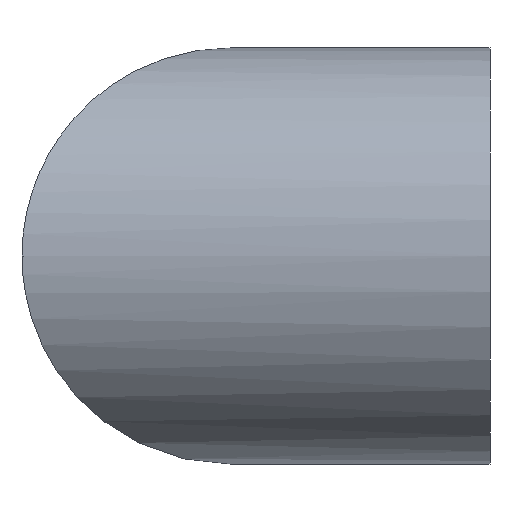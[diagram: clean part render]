
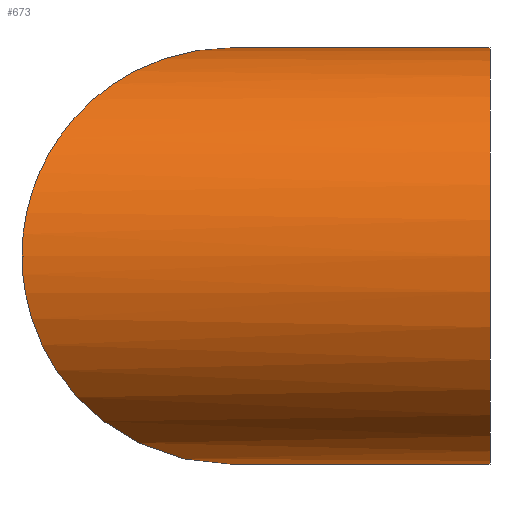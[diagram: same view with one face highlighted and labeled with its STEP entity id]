
A CAD part, left-side view. The second image highlights one B-rep face of the part: STEP entity #673.
In plain terms, the highlighted cylindrical face has radius 25.4 mm (diameter 50.8 mm), a partial arc.
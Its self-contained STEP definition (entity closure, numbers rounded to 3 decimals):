
#2 = CARTESIAN_POINT ( 'NONE',  ( -24.909, 56.659, -4.997 ) ) ;
#11 = AXIS2_PLACEMENT_3D ( 'NONE', #149, #857, #209 ) ;
#14 = CARTESIAN_POINT ( 'NONE',  ( -1.437, 33.187, -25.4 ) ) ;
#19 = CARTESIAN_POINT ( 'NONE',  ( -13.851, 45.601, 21.345 ) ) ;
#38 = DIRECTION ( 'NONE',  ( 0., 0., -1. ) ) ;
#46 = CARTESIAN_POINT ( 'NONE',  ( -24.919, 56.669, 5.017 ) ) ;
#47 = CARTESIAN_POINT ( 'NONE',  ( 0., 0., 25.4 ) ) ;
#51 = CARTESIAN_POINT ( 'NONE',  ( 0., 31.75, 25.4 ) ) ;
#55 = CARTESIAN_POINT ( 'NONE',  ( -25.161, 56.911, -3.51 ) ) ;
#57 = EDGE_LOOP ( 'NONE', ( #161, #367, #315, #435, #518 ) ) ;
#60 = LINE ( 'NONE', #810, #678 ) ;
#61 = CARTESIAN_POINT ( 'NONE',  ( -17.607, 49.357, 18.378 ) ) ;
#65 = CARTESIAN_POINT ( 'NONE',  ( -23.678, 55.428, -9.206 ) ) ;
#69 = CARTESIAN_POINT ( 'NONE',  ( -15.134, 46.884, 20.463 ) ) ;
#73 = CYLINDRICAL_SURFACE ( 'NONE', #473, 25.4 ) ;
#102 = EDGE_CURVE ( 'NONE', #298, #642, #613, .T. ) ;
#112 = CARTESIAN_POINT ( 'NONE',  ( -24.572, 56.322, 6.453 ) ) ;
#148 = CARTESIAN_POINT ( 'NONE',  ( -11.19, 42.94, -22.815 ) ) ;
#149 = CARTESIAN_POINT ( 'NONE',  ( 0., 0., 0. ) ) ;
#152 = CARTESIAN_POINT ( 'NONE',  ( -18.741, 50.491, -17.15 ) ) ;
#153 = CARTESIAN_POINT ( 'NONE',  ( -20.877, 52.627, 14.495 ) ) ;
#155 = VERTEX_POINT ( 'NONE', #216 ) ;
#161 = ORIENTED_EDGE ( 'NONE', *, *, #634, .F. ) ;
#172 = CARTESIAN_POINT ( 'NONE',  ( -23.504, 55.254, 9.678 ) ) ;
#177 = CARTESIAN_POINT ( 'NONE',  ( -25.097, 56.847, 4.038 ) ) ;
#194 = EDGE_CURVE ( 'NONE', #298, #210, #660, .T. ) ;
#197 = CARTESIAN_POINT ( 'NONE',  ( 0., 31.75, -25.4 ) ) ;
#209 = DIRECTION ( 'NONE',  ( 0., 0., 1. ) ) ;
#210 = VERTEX_POINT ( 'NONE', #549 ) ;
#214 = CARTESIAN_POINT ( 'NONE',  ( -15.145, 46.895, -20.454 ) ) ;
#216 = CARTESIAN_POINT ( 'NONE',  ( 0., 31.75, 25.4 ) ) ;
#223 = CARTESIAN_POINT ( 'NONE',  ( -21.603, 53.353, 13.366 ) ) ;
#234 = CIRCLE ( 'NONE', #11, 25.4 ) ;
#240 = CARTESIAN_POINT ( 'NONE',  ( -23.128, 54.878, 10.541 ) ) ;
#242 = CARTESIAN_POINT ( 'NONE',  ( -21.839, 53.589, 12.978 ) ) ;
#263 = CARTESIAN_POINT ( 'NONE',  ( -24.172, 55.922, -7.859 ) ) ;
#276 = CARTESIAN_POINT ( 'NONE',  ( -2.86, 34.61, -25.279 ) ) ;
#279 = CARTESIAN_POINT ( 'NONE',  ( -5.678, 37.428, -24.799 ) ) ;
#283 = CARTESIAN_POINT ( 'NONE',  ( -16.982, 48.732, -18.905 ) ) ;
#298 = VERTEX_POINT ( 'NONE', #197 ) ;
#315 = ORIENTED_EDGE ( 'NONE', *, *, #194, .F. ) ;
#316 = CARTESIAN_POINT ( 'NONE',  ( -22.291, 54.041, 12.185 ) ) ;
#328 = CARTESIAN_POINT ( 'NONE',  ( -24.456, 56.206, -6.931 ) ) ;
#329 = CARTESIAN_POINT ( 'NONE',  ( -18.766, 50.516, 17.202 ) ) ;
#330 = CARTESIAN_POINT ( 'NONE',  ( -24.805, 56.555, -5.489 ) ) ;
#336 = CARTESIAN_POINT ( 'NONE',  ( -25.4, 57.15, -1.011 ) ) ;
#360 = CARTESIAN_POINT ( 'NONE',  ( -9.141, 40.891, -23.709 ) ) ;
#367 = ORIENTED_EDGE ( 'NONE', *, *, #550, .F. ) ;
#368 = CARTESIAN_POINT ( 'NONE',  ( -7.08, 38.83, 24.404 ) ) ;
#378 = B_SPLINE_CURVE_WITH_KNOTS ( 'NONE', 3,
 ( #682, #466, #600, #881, #875, #177, #46, #112, #603, #676, #471, #172, #240, #743, #316, #242, #223, #153, #526, #329, #61, #69, #19, #400, #585, #648, #368, #719, #667, #675, #605, #51 ),
 .UNSPECIFIED., .F., .F.,
 ( 4, 2, 2, 2, 2, 2, 2, 2, 2, 2, 2, 2, 2, 2, 2, 4 ),
 ( 0.048, 0.05, 0.051, 0.054, 0.056, 0.057, 0.06, 0.062, 0.063, 0.066, 0.072, 0.078, 0.084, 0.087, 0.09, 0.096 ),
 .UNSPECIFIED. ) ;
#380 = DIRECTION ( 'NONE',  ( 0., -1., 0. ) ) ;
#381 = FACE_OUTER_BOUND ( 'NONE', #57, .T. ) ;
#390 = CARTESIAN_POINT ( 'NONE',  ( -19.304, 51.054, -16.514 ) ) ;
#391 = DIRECTION ( 'NONE',  ( 0., -1., 0. ) ) ;
#400 = CARTESIAN_POINT ( 'NONE',  ( -11.216, 42.966, 22.84 ) ) ;
#411 = CARTESIAN_POINT ( 'NONE',  ( -22.927, 54.677, -10.942 ) ) ;
#428 = CARTESIAN_POINT ( 'NONE',  ( -7.072, 38.822, -24.439 ) ) ;
#432 = CARTESIAN_POINT ( 'NONE',  ( -13.864, 45.614, -21.337 ) ) ;
#435 = ORIENTED_EDGE ( 'NONE', *, *, #102, .T. ) ;
#451 = CARTESIAN_POINT ( 'NONE',  ( -20.919, 52.669, -14.509 ) ) ;
#466 = CARTESIAN_POINT ( 'NONE',  ( -25.4, 57.15, 0.504 ) ) ;
#471 = CARTESIAN_POINT ( 'NONE',  ( -24.002, 55.752, 8.325 ) ) ;
#473 = AXIS2_PLACEMENT_3D ( 'NONE', #525, #391, #38 ) ;
#478 = CARTESIAN_POINT ( 'NONE',  ( -21.886, 53.636, -13.025 ) ) ;
#489 = CARTESIAN_POINT ( 'NONE',  ( 0., 90.236, -25.4 ) ) ;
#518 = ORIENTED_EDGE ( 'NONE', *, *, #871, .T. ) ;
#521 = CARTESIAN_POINT ( 'NONE',  ( -19.578, 51.328, -16.187 ) ) ;
#525 = CARTESIAN_POINT ( 'NONE',  ( 0., 90.236, 0. ) ) ;
#526 = CARTESIAN_POINT ( 'NONE',  ( -20.367, 52.117, 15.201 ) ) ;
#528 = CARTESIAN_POINT ( 'NONE',  ( 0., 0., -25.4 ) ) ;
#539 = CARTESIAN_POINT ( 'NONE',  ( -25.4, 57.15, 0. ) ) ;
#543 = CARTESIAN_POINT ( 'NONE',  ( -25.34, 57.09, -2.014 ) ) ;
#549 = CARTESIAN_POINT ( 'NONE',  ( -25.4, 57.15, 0. ) ) ;
#550 = EDGE_CURVE ( 'NONE', #210, #155, #378, .T. ) ;
#571 = CARTESIAN_POINT ( 'NONE',  ( -9.827, 41.577, -23.434 ) ) ;
#575 = CARTESIAN_POINT ( 'NONE',  ( 0., 31.75, -25.4 ) ) ;
#585 = CARTESIAN_POINT ( 'NONE',  ( -9.863, 41.613, 23.453 ) ) ;
#600 = CARTESIAN_POINT ( 'NONE',  ( -25.385, 57.135, 1.011 ) ) ;
#603 = CARTESIAN_POINT ( 'NONE',  ( -24.442, 56.192, 6.926 ) ) ;
#605 = CARTESIAN_POINT ( 'NONE',  ( -1.425, 33.175, 25.4 ) ) ;
#613 = LINE ( 'NONE', #489, #831 ) ;
#615 = CARTESIAN_POINT ( 'NONE',  ( -23.502, 55.252, -9.647 ) ) ;
#634 = EDGE_CURVE ( 'NONE', #155, #720, #60, .T. ) ;
#642 = VERTEX_POINT ( 'NONE', #528 ) ;
#648 = CARTESIAN_POINT ( 'NONE',  ( -7.783, 39.533, 24.189 ) ) ;
#660 = B_SPLINE_CURVE_WITH_KNOTS ( 'NONE', 3,
 ( #575, #14, #276, #279, #428, #360, #571, #148, #849, #432, #214, #283, #716, #783, #152, #390, #521, #451, #478, #411, #882, #615, #65, #263, #328, #330, #2, #749, #55, #543, #336, #539 ),
 .UNSPECIFIED., .F., .F.,
 ( 4, 2, 2, 2, 2, 2, 2, 2, 2, 2, 2, 2, 2, 2, 2, 4 ),
 ( 0., 0.006, 0.012, 0.015, 0.018, 0.024, 0.027, 0.029, 0.03, 0.036, 0.038, 0.039, 0.042, 0.044, 0.045, 0.048 ),
 .UNSPECIFIED. ) ;
#667 = CARTESIAN_POINT ( 'NONE',  ( -4.966, 36.716, 24.92 ) ) ;
#673 = ADVANCED_FACE ( 'NONE', ( #381 ), #73, .T. ) ;
#675 = CARTESIAN_POINT ( 'NONE',  ( -2.845, 34.595, 25.281 ) ) ;
#676 = CARTESIAN_POINT ( 'NONE',  ( -24.157, 55.907, 7.862 ) ) ;
#678 = VECTOR ( 'NONE', #380, 1000. ) ;
#682 = CARTESIAN_POINT ( 'NONE',  ( -25.4, 57.15, 0. ) ) ;
#701 = DIRECTION ( 'NONE',  ( 0., -1., 0. ) ) ;
#716 = CARTESIAN_POINT ( 'NONE',  ( -17.58, 49.33, -18.352 ) ) ;
#719 = CARTESIAN_POINT ( 'NONE',  ( -5.671, 37.421, 24.769 ) ) ;
#720 = VERTEX_POINT ( 'NONE', #47 ) ;
#743 = CARTESIAN_POINT ( 'NONE',  ( -22.507, 54.257, 11.781 ) ) ;
#749 = CARTESIAN_POINT ( 'NONE',  ( -25.087, 56.837, -4.007 ) ) ;
#783 = CARTESIAN_POINT ( 'NONE',  ( -18.453, 50.203, -17.459 ) ) ;
#810 = CARTESIAN_POINT ( 'NONE',  ( 0., 90.236, 25.4 ) ) ;
#831 = VECTOR ( 'NONE', #701, 1000. ) ;
#849 = CARTESIAN_POINT ( 'NONE',  ( -11.869, 43.619, -22.469 ) ) ;
#857 = DIRECTION ( 'NONE',  ( 0., 1., 0. ) ) ;
#871 = EDGE_CURVE ( 'NONE', #642, #720, #234, .T. ) ;
#875 = CARTESIAN_POINT ( 'NONE',  ( -25.278, 57.028, 2.535 ) ) ;
#881 = CARTESIAN_POINT ( 'NONE',  ( -25.324, 57.074, 2.026 ) ) ;
#882 = CARTESIAN_POINT ( 'NONE',  ( -23.127, 54.877, -10.514 ) ) ;
